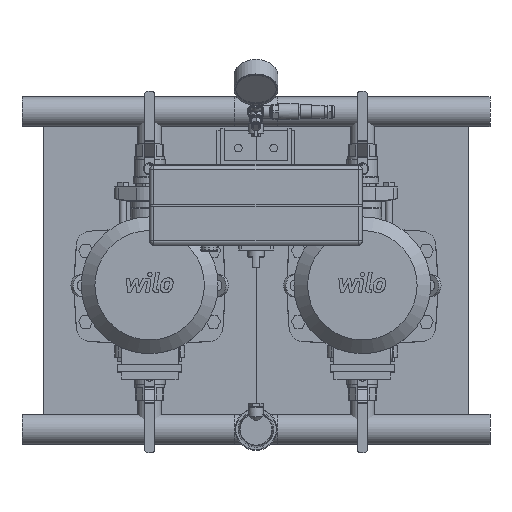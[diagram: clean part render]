
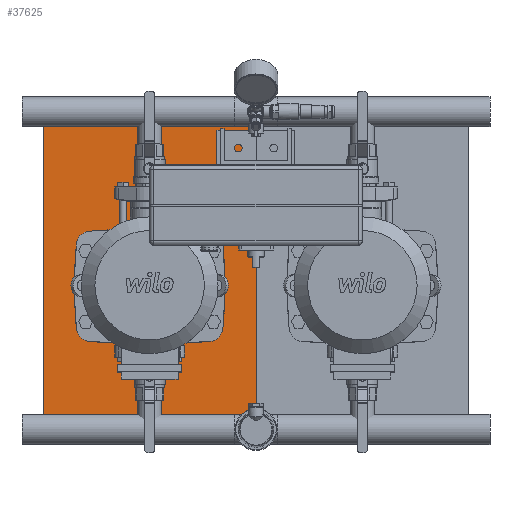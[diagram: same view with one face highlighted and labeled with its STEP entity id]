
A CAD part, top view. The second image highlights one B-rep face of the part: STEP entity #37625.
In plain terms, the highlighted planar face has unit normal (0, 0, 1).
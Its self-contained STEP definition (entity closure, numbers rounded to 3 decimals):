
#628=LINE('',#55573,#4221);
#629=LINE('',#55575,#4222);
#630=LINE('',#55577,#4223);
#631=LINE('',#55578,#4224);
#4221=VECTOR('',#44096,10.);
#4222=VECTOR('',#44097,10.);
#4223=VECTOR('',#44098,10.);
#4224=VECTOR('',#44099,10.);
#8980=FACE_OUTER_BOUND('',#11313,.T.);
#11313=EDGE_LOOP('',(#25134,#25135,#25136,#25137));
#15837=VERTEX_POINT('',#55571);
#15838=VERTEX_POINT('',#55572);
#15839=VERTEX_POINT('',#55574);
#15840=VERTEX_POINT('',#55576);
#19612=EDGE_CURVE('',#15837,#15838,#628,.T.);
#19613=EDGE_CURVE('',#15839,#15838,#629,.T.);
#19614=EDGE_CURVE('',#15839,#15840,#630,.T.);
#19615=EDGE_CURVE('',#15840,#15837,#631,.T.);
#25134=ORIENTED_EDGE('',*,*,#19612,.T.);
#25135=ORIENTED_EDGE('',*,*,#19613,.F.);
#25136=ORIENTED_EDGE('',*,*,#19614,.T.);
#25137=ORIENTED_EDGE('',*,*,#19615,.T.);
#36040=PLANE('',#40071);
#37625=ADVANCED_FACE('',(#8980),#36040,.T.);
#40071=AXIS2_PLACEMENT_3D('',#55570,#44094,#44095);
#44094=DIRECTION('center_axis',(0.,0.,1.));
#44095=DIRECTION('ref_axis',(0.,-1.,0.));
#44096=DIRECTION('',(0.,1.,0.));
#44097=DIRECTION('',(1.,0.,0.));
#44098=DIRECTION('',(0.,-1.,0.));
#44099=DIRECTION('',(1.,0.,0.));
#55570=CARTESIAN_POINT('Origin',(30.,0.,90.));
#55571=CARTESIAN_POINT('',(330.,-225.,90.));
#55572=CARTESIAN_POINT('',(330.,225.,90.));
#55573=CARTESIAN_POINT('',(330.,225.,90.));
#55574=CARTESIAN_POINT('',(30.,225.,90.));
#55575=CARTESIAN_POINT('',(30.,225.,90.));
#55576=CARTESIAN_POINT('',(30.,-225.,90.));
#55577=CARTESIAN_POINT('',(30.,0.,90.));
#55578=CARTESIAN_POINT('',(30.,-225.,90.));
